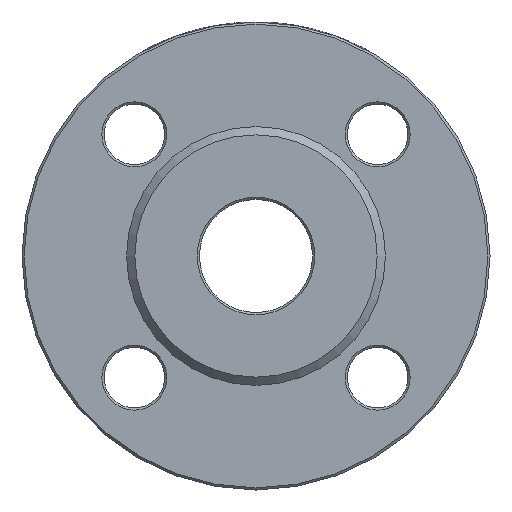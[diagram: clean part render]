
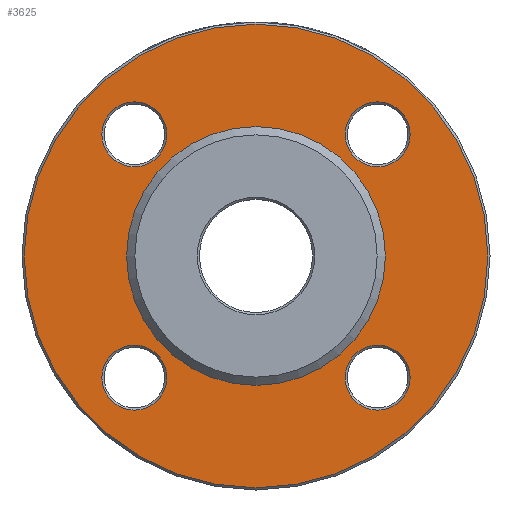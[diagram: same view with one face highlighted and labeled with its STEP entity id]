
A CAD part, left-side view. The second image highlights one B-rep face of the part: STEP entity #3625.
In plain terms, the highlighted planar face has unit normal (-1, 0, 0).
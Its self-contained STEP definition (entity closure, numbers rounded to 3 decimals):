
#86 = ORIENTED_EDGE ( 'NONE', *, *, #1324, .T. ) ;
#96 = CIRCLE ( 'NONE', #3254, 11.8 ) ;
#214 = CARTESIAN_POINT ( 'NONE',  ( 3., 44.194, 44.194 ) ) ;
#293 = DIRECTION ( 'NONE',  ( 0., 0., 1. ) ) ;
#330 = DIRECTION ( 'NONE',  ( -1., 0., 0. ) ) ;
#417 = FACE_OUTER_BOUND ( 'NONE', #1314, .T. ) ;
#500 = DIRECTION ( 'NONE',  ( 1., 0., 0. ) ) ;
#522 = AXIS2_PLACEMENT_3D ( 'NONE', #1281, #500, #2217 ) ;
#578 = CIRCLE ( 'NONE', #2015, 11.8 ) ;
#830 = FACE_BOUND ( 'NONE', #850, .T. ) ;
#850 = EDGE_LOOP ( 'NONE', ( #4384 ) ) ;
#920 = FACE_BOUND ( 'NONE', #4721, .T. ) ;
#924 = ORIENTED_EDGE ( 'NONE', *, *, #1368, .T. ) ;
#994 = DIRECTION ( 'NONE',  ( 1., 0., 0. ) ) ;
#1063 = EDGE_LOOP ( 'NONE', ( #2519 ) ) ;
#1086 = CARTESIAN_POINT ( 'NONE',  ( 3., 55.994, 44.194 ) ) ;
#1144 = CIRCLE ( 'NONE', #4319, 84.2 ) ;
#1281 = CARTESIAN_POINT ( 'NONE',  ( 3., 47., 0. ) ) ;
#1295 = CARTESIAN_POINT ( 'NONE',  ( 3., 44.194, -44.194 ) ) ;
#1314 = EDGE_LOOP ( 'NONE', ( #5032 ) ) ;
#1324 = EDGE_CURVE ( 'NONE', #1521, #1521, #96, .T. ) ;
#1368 = EDGE_CURVE ( 'NONE', #3750, #3750, #1535, .T. ) ;
#1462 = DIRECTION ( 'NONE',  ( 1., 0., 0. ) ) ;
#1521 = VERTEX_POINT ( 'NONE', #4973 ) ;
#1535 = CIRCLE ( 'NONE', #2255, 11.8 ) ;
#1546 = VERTEX_POINT ( 'NONE', #4919 ) ;
#1569 = DIRECTION ( 'NONE',  ( 0., 0., -1. ) ) ;
#1572 = VERTEX_POINT ( 'NONE', #2390 ) ;
#1600 = VERTEX_POINT ( 'NONE', #5052 ) ;
#1629 = CARTESIAN_POINT ( 'NONE',  ( 3., 0., 0. ) ) ;
#1877 = CIRCLE ( 'NONE', #3771, 47. ) ;
#2015 = AXIS2_PLACEMENT_3D ( 'NONE', #1295, #994, #4395 ) ;
#2149 = DIRECTION ( 'NONE',  ( 1., 0., 0. ) ) ;
#2217 = DIRECTION ( 'NONE',  ( 0., 0., -1. ) ) ;
#2255 = AXIS2_PLACEMENT_3D ( 'NONE', #214, #2149, #3400 ) ;
#2370 = EDGE_CURVE ( 'NONE', #1572, #1572, #578, .T. ) ;
#2390 = CARTESIAN_POINT ( 'NONE',  ( 3., 44.194, -55.994 ) ) ;
#2519 = ORIENTED_EDGE ( 'NONE', *, *, #2786, .F. ) ;
#2585 = FACE_BOUND ( 'NONE', #3300, .T. ) ;
#2786 = EDGE_CURVE ( 'NONE', #1546, #1546, #1877, .T. ) ;
#2980 = DIRECTION ( 'NONE',  ( 0., 0., 1. ) ) ;
#3206 = DIRECTION ( 'NONE',  ( 0., -1., 0. ) ) ;
#3254 = AXIS2_PLACEMENT_3D ( 'NONE', #4591, #4168, #293 ) ;
#3300 = EDGE_LOOP ( 'NONE', ( #5518 ) ) ;
#3324 = VERTEX_POINT ( 'NONE', #3779 ) ;
#3400 = DIRECTION ( 'NONE',  ( 0., 1., 0. ) ) ;
#3417 = FACE_BOUND ( 'NONE', #5157, .T. ) ;
#3441 = FACE_BOUND ( 'NONE', #1063, .T. ) ;
#3597 = AXIS2_PLACEMENT_3D ( 'NONE', #3640, #1462, #3206 ) ;
#3625 = ADVANCED_FACE ( 'NONE', ( #830, #920, #3417, #2585, #417, #3441 ), #4378, .F. ) ;
#3640 = CARTESIAN_POINT ( 'NONE',  ( 3., -44.194, -44.194 ) ) ;
#3720 = EDGE_CURVE ( 'NONE', #3324, #3324, #5489, .T. ) ;
#3721 = DIRECTION ( 'NONE',  ( -1., 0., 0. ) ) ;
#3749 = EDGE_CURVE ( 'NONE', #1600, #1600, #1144, .T. ) ;
#3750 = VERTEX_POINT ( 'NONE', #1086 ) ;
#3771 = AXIS2_PLACEMENT_3D ( 'NONE', #4205, #330, #2980 ) ;
#3779 = CARTESIAN_POINT ( 'NONE',  ( 3., -55.994, -44.194 ) ) ;
#4168 = DIRECTION ( 'NONE',  ( 1., 0., 0. ) ) ;
#4205 = CARTESIAN_POINT ( 'NONE',  ( 3., 0., 0. ) ) ;
#4319 = AXIS2_PLACEMENT_3D ( 'NONE', #1629, #3721, #1569 ) ;
#4378 = PLANE ( 'NONE',  #522 ) ;
#4384 = ORIENTED_EDGE ( 'NONE', *, *, #3720, .T. ) ;
#4395 = DIRECTION ( 'NONE',  ( 0., 0., -1. ) ) ;
#4591 = CARTESIAN_POINT ( 'NONE',  ( 3., -44.194, 44.194 ) ) ;
#4721 = EDGE_LOOP ( 'NONE', ( #86 ) ) ;
#4919 = CARTESIAN_POINT ( 'NONE',  ( 3., 0., 47. ) ) ;
#4973 = CARTESIAN_POINT ( 'NONE',  ( 3., -44.194, 55.994 ) ) ;
#5032 = ORIENTED_EDGE ( 'NONE', *, *, #3749, .T. ) ;
#5052 = CARTESIAN_POINT ( 'NONE',  ( 3., 0., -84.2 ) ) ;
#5157 = EDGE_LOOP ( 'NONE', ( #924 ) ) ;
#5489 = CIRCLE ( 'NONE', #3597, 11.8 ) ;
#5518 = ORIENTED_EDGE ( 'NONE', *, *, #2370, .T. ) ;
